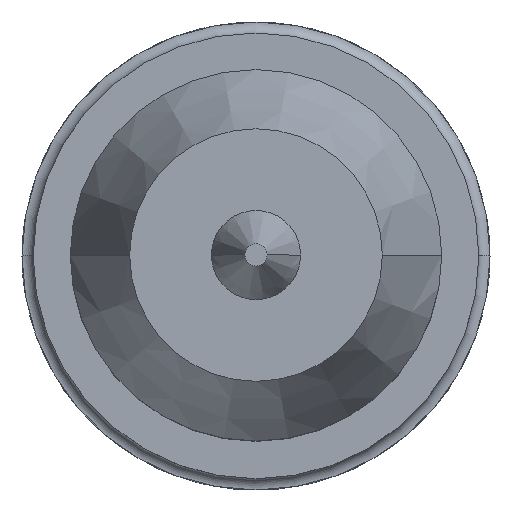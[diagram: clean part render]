
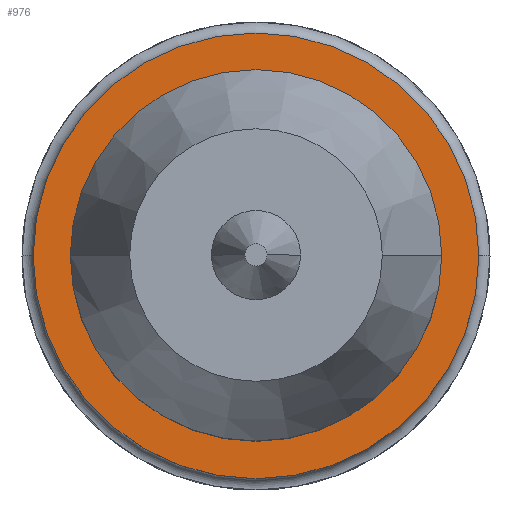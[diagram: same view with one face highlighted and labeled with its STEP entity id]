
A CAD part, top view. The second image highlights one B-rep face of the part: STEP entity #976.
In plain terms, the highlighted planar face has unit normal (0, 0, 1).
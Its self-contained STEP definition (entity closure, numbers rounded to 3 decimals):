
#36 = CARTESIAN_POINT ( 'NONE',  ( -30., 0., 37. ) ) ;
#50 = AXIS2_PLACEMENT_3D ( 'NONE', #1719, #1456, #530 ) ;
#74 = CARTESIAN_POINT ( 'NONE',  ( 24., 0., 37. ) ) ;
#82 = ORIENTED_EDGE ( 'NONE', *, *, #1702, .T. ) ;
#104 = DIRECTION ( 'NONE',  ( 0., 0., -1. ) ) ;
#358 = CARTESIAN_POINT ( 'NONE',  ( 0., 0., 37. ) ) ;
#370 = PLANE ( 'NONE',  #1135 ) ;
#382 = DIRECTION ( 'NONE',  ( -1., 0., 0. ) ) ;
#388 = FACE_OUTER_BOUND ( 'NONE', #1594, .T. ) ;
#422 = AXIS2_PLACEMENT_3D ( 'NONE', #358, #1177, #1032 ) ;
#440 = CIRCLE ( 'NONE', #422, 24. ) ;
#474 = CARTESIAN_POINT ( 'NONE',  ( 30., 0., 37. ) ) ;
#530 = DIRECTION ( 'NONE',  ( -1., 0., 0. ) ) ;
#565 = EDGE_CURVE ( 'NONE', #1654, #1547, #1314, .T. ) ;
#590 = AXIS2_PLACEMENT_3D ( 'NONE', #778, #104, #382 ) ;
#633 = AXIS2_PLACEMENT_3D ( 'NONE', #802, #1575, #1579 ) ;
#685 = VERTEX_POINT ( 'NONE', #474 ) ;
#731 = ORIENTED_EDGE ( 'NONE', *, *, #900, .F. ) ;
#753 = FACE_BOUND ( 'NONE', #1276, .T. ) ;
#778 = CARTESIAN_POINT ( 'NONE',  ( 0., 0., 37. ) ) ;
#802 = CARTESIAN_POINT ( 'NONE',  ( 0., 0., 37. ) ) ;
#805 = EDGE_CURVE ( 'NONE', #1168, #685, #988, .T. ) ;
#900 = EDGE_CURVE ( 'NONE', #685, #1168, #919, .T. ) ;
#919 = CIRCLE ( 'NONE', #590, 30. ) ;
#920 = CARTESIAN_POINT ( 'NONE',  ( 0., 24., 37. ) ) ;
#976 = ADVANCED_FACE ( 'NONE', ( #753, #388 ), #370, .T. ) ;
#988 = CIRCLE ( 'NONE', #50, 30. ) ;
#1032 = DIRECTION ( 'NONE',  ( -1., 0., 0. ) ) ;
#1038 = DIRECTION ( 'NONE',  ( 1., 0., 0. ) ) ;
#1086 = ORIENTED_EDGE ( 'NONE', *, *, #565, .T. ) ;
#1135 = AXIS2_PLACEMENT_3D ( 'NONE', #920, #1706, #1038 ) ;
#1145 = CARTESIAN_POINT ( 'NONE',  ( -24., 0., 37. ) ) ;
#1168 = VERTEX_POINT ( 'NONE', #36 ) ;
#1177 = DIRECTION ( 'NONE',  ( 0., 0., -1. ) ) ;
#1265 = ORIENTED_EDGE ( 'NONE', *, *, #805, .F. ) ;
#1276 = EDGE_LOOP ( 'NONE', ( #82, #1086 ) ) ;
#1314 = CIRCLE ( 'NONE', #633, 24. ) ;
#1456 = DIRECTION ( 'NONE',  ( 0., 0., -1. ) ) ;
#1547 = VERTEX_POINT ( 'NONE', #1145 ) ;
#1575 = DIRECTION ( 'NONE',  ( 0., 0., -1. ) ) ;
#1579 = DIRECTION ( 'NONE',  ( -1., 0., 0. ) ) ;
#1594 = EDGE_LOOP ( 'NONE', ( #1265, #731 ) ) ;
#1654 = VERTEX_POINT ( 'NONE', #74 ) ;
#1702 = EDGE_CURVE ( 'NONE', #1547, #1654, #440, .T. ) ;
#1706 = DIRECTION ( 'NONE',  ( 0., 0., 1. ) ) ;
#1719 = CARTESIAN_POINT ( 'NONE',  ( 0., 0., 37. ) ) ;
